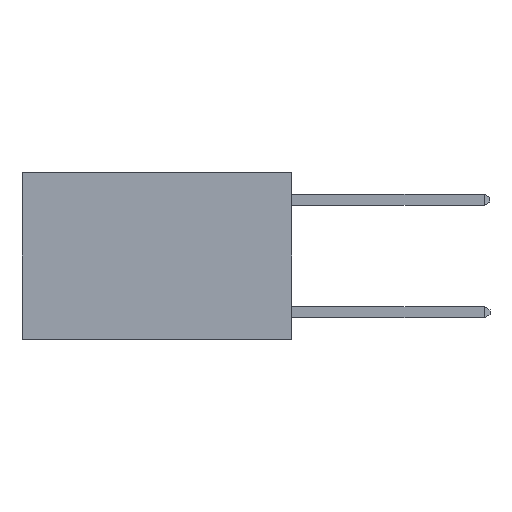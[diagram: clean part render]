
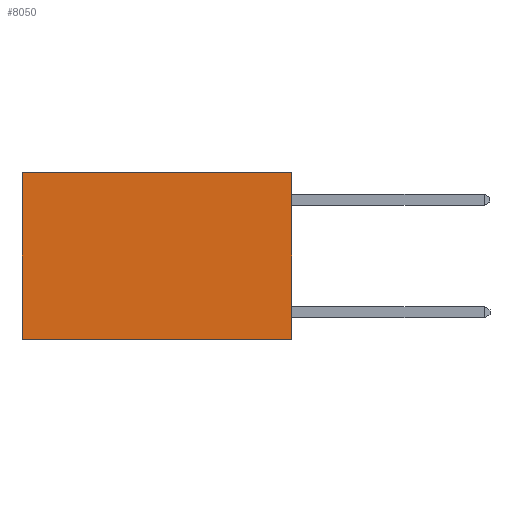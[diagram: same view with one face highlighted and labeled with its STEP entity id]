
A CAD part, left-side view. The second image highlights one B-rep face of the part: STEP entity #8050.
In plain terms, the highlighted planar face has unit normal (-1, 0, 0).
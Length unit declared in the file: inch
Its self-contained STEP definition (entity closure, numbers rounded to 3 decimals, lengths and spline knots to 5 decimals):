
#220 = FACE_OUTER_BOUND ( 'NONE', #5566, .T. ) ;
#285 = VERTEX_POINT ( 'NONE', #6145 ) ;
#388 = DIRECTION ( 'NONE',  ( 0., 1., 0. ) ) ;
#773 = VECTOR ( 'NONE', #6654, 39.37008 ) ;
#1069 = VERTEX_POINT ( 'NONE', #7224 ) ;
#1261 = CARTESIAN_POINT ( 'NONE',  ( 0.2625, 0.6, 0. ) ) ;
#1457 = CARTESIAN_POINT ( 'NONE',  ( 0.2625, 0., -0.37 ) ) ;
#1660 = CARTESIAN_POINT ( 'NONE',  ( 0.2625, 0., -0.37 ) ) ;
#1895 = DIRECTION ( 'NONE',  ( 0., 0., -1. ) ) ;
#1943 = PLANE ( 'NONE',  #3895 ) ;
#1955 = CARTESIAN_POINT ( 'NONE',  ( 0.2625, 0., 0. ) ) ;
#2230 = VECTOR ( 'NONE', #388, 39.37008 ) ;
#2482 = LINE ( 'NONE', #7985, #773 ) ;
#3229 = DIRECTION ( 'NONE',  ( 0., 0., -1. ) ) ;
#3895 = AXIS2_PLACEMENT_3D ( 'NONE', #6420, #7090, #3229 ) ;
#3918 = DIRECTION ( 'NONE',  ( 0., 1., 0. ) ) ;
#4069 = LINE ( 'NONE', #1955, #5536 ) ;
#4085 = VERTEX_POINT ( 'NONE', #1261 ) ;
#4801 = EDGE_CURVE ( 'NONE', #1069, #4085, #4069, .T. ) ;
#4941 = LINE ( 'NONE', #6361, #8012 ) ;
#5008 = EDGE_CURVE ( 'NONE', #1069, #6091, #2482, .T. ) ;
#5345 = EDGE_CURVE ( 'NONE', #4085, #285, #4941, .T. ) ;
#5536 = VECTOR ( 'NONE', #3918, 39.37008 ) ;
#5566 = EDGE_LOOP ( 'NONE', ( #8140, #7760, #8130, #7750 ) ) ;
#5591 = LINE ( 'NONE', #1660, #2230 ) ;
#6091 = VERTEX_POINT ( 'NONE', #1457 ) ;
#6145 = CARTESIAN_POINT ( 'NONE',  ( 0.2625, 0.6, -0.37 ) ) ;
#6361 = CARTESIAN_POINT ( 'NONE',  ( 0.2625, 0.6, 0. ) ) ;
#6420 = CARTESIAN_POINT ( 'NONE',  ( 0.2625, 0., 0. ) ) ;
#6654 = DIRECTION ( 'NONE',  ( 0., 0., -1. ) ) ;
#7090 = DIRECTION ( 'NONE',  ( 1., 0., 0. ) ) ;
#7224 = CARTESIAN_POINT ( 'NONE',  ( 0.2625, 0., 0. ) ) ;
#7750 = ORIENTED_EDGE ( 'NONE', *, *, #4801, .T. ) ;
#7760 = ORIENTED_EDGE ( 'NONE', *, *, #7768, .F. ) ;
#7768 = EDGE_CURVE ( 'NONE', #6091, #285, #5591, .T. ) ;
#7985 = CARTESIAN_POINT ( 'NONE',  ( 0.2625, 0., 0. ) ) ;
#8012 = VECTOR ( 'NONE', #1895, 39.37008 ) ;
#8050 = ADVANCED_FACE ( 'NONE', ( #220 ), #1943, .F. ) ;
#8130 = ORIENTED_EDGE ( 'NONE', *, *, #5008, .F. ) ;
#8140 = ORIENTED_EDGE ( 'NONE', *, *, #5345, .T. ) ;
